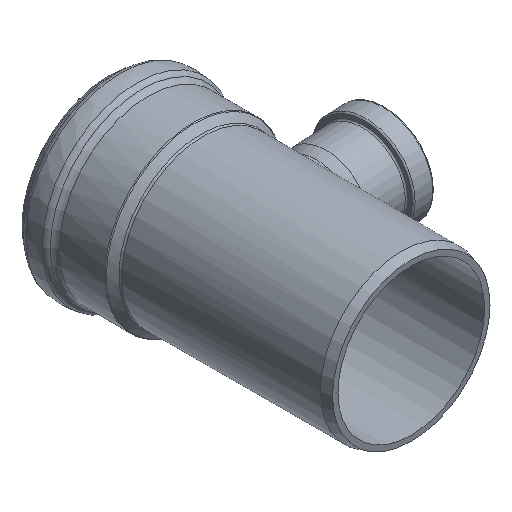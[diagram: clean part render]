
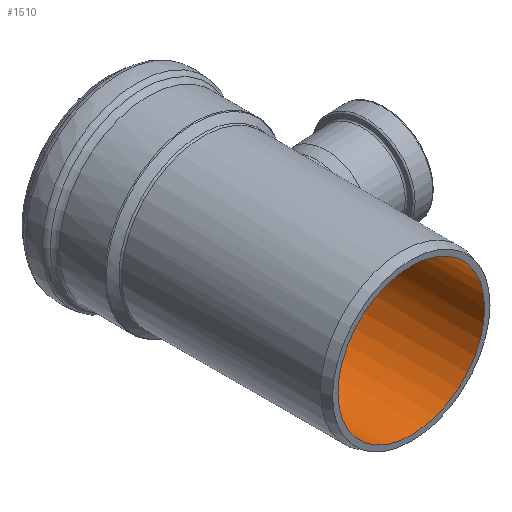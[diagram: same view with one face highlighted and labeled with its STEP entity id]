
A CAD part, isometric view. The second image highlights one B-rep face of the part: STEP entity #1510.
In plain terms, the highlighted cylindrical face has radius 49.75 mm (diameter 99.5 mm), a full revolution.
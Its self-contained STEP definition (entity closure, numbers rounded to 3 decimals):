
#81=LINE('',#3840,#106);
#82=LINE('',#3842,#107);
#106=VECTOR('',#2225,49.75);
#107=VECTOR('',#2226,49.75);
#125=CYLINDRICAL_SURFACE('',#1753,49.75);
#195=FACE_OUTER_BOUND('',#271,.T.);
#271=EDGE_LOOP('',(#1399,#1400,#1401,#1402,#1403,#1404,#1405,#1406,#1407,
#1408,#1409,#1410));
#371=CIRCLE('',#1661,49.75);
#372=CIRCLE('',#1662,49.75);
#373=CIRCLE('',#1663,49.75);
#443=CIRCLE('',#1754,49.75);
#444=CIRCLE('',#1755,49.75);
#497=B_SPLINE_CURVE_WITH_KNOTS('',3,(#3416,#3417,#3418,#3419,#3420,#3421,
#3422,#3423,#3424,#3425,#3426,#3427,#3428,#3429,#3430,#3431,#3432,#3433,
#3434,#3435,#3436,#3437,#3438,#3439,#3440,#3441,#3442,#3443,#3444,#3445,
#3446,#3447,#3448,#3449),.UNSPECIFIED.,.F.,.F.,(4,2,2,2,2,2,2,2,2,2,2,2,
2,2,2,2,4),(3.558,4.004,4.45,4.895,
5.341,5.785,6.229,6.672,7.116,
7.567,8.019,8.47,8.921,9.367,
9.814,10.26,10.707),.UNSPECIFIED.);
#498=B_SPLINE_CURVE_WITH_KNOTS('',3,(#3451,#3452,#3453,#3454,#3455,#3456,
#3457,#3458,#3459,#3460,#3461,#3462,#3463,#3464,#3465,#3466,#3467,#3468),
 .UNSPECIFIED.,.F.,.F.,(4,2,2,2,2,2,2,2,4),(10.707,11.153,
11.599,12.046,12.492,12.943,13.395,
13.846,14.297),.UNSPECIFIED.);
#499=B_SPLINE_CURVE_WITH_KNOTS('',3,(#3469,#3470,#3471,#3472,#3473,#3474,
#3475,#3476,#3477,#3478,#3479,#3480,#3481,#3482,#3483,#3484,#3485,#3486),
 .UNSPECIFIED.,.F.,.F.,(4,2,2,2,2,2,2,2,4),(0.,0.444,0.887,
1.331,1.775,2.221,2.666,3.112,
3.558),.UNSPECIFIED.);
#552=VERTEX_POINT('',#3413);
#553=VERTEX_POINT('',#3415);
#554=VERTEX_POINT('',#3450);
#616=VERTEX_POINT('',#3654);
#617=VERTEX_POINT('',#3655);
#618=VERTEX_POINT('',#3657);
#674=VERTEX_POINT('',#3841);
#675=VERTEX_POINT('',#3843);
#755=EDGE_CURVE('',#552,#553,#497,.T.);
#756=EDGE_CURVE('',#553,#554,#498,.T.);
#757=EDGE_CURVE('',#554,#552,#499,.T.);
#840=EDGE_CURVE('',#616,#617,#371,.T.);
#841=EDGE_CURVE('',#618,#616,#372,.T.);
#842=EDGE_CURVE('',#617,#618,#373,.T.);
#920=EDGE_CURVE('',#618,#553,#81,.T.);
#921=EDGE_CURVE('',#552,#674,#82,.T.);
#922=EDGE_CURVE('',#675,#674,#443,.T.);
#923=EDGE_CURVE('',#674,#675,#444,.T.);
#1399=ORIENTED_EDGE('',*,*,#840,.T.);
#1400=ORIENTED_EDGE('',*,*,#842,.T.);
#1401=ORIENTED_EDGE('',*,*,#920,.T.);
#1402=ORIENTED_EDGE('',*,*,#755,.F.);
#1403=ORIENTED_EDGE('',*,*,#921,.T.);
#1404=ORIENTED_EDGE('',*,*,#922,.F.);
#1405=ORIENTED_EDGE('',*,*,#923,.F.);
#1406=ORIENTED_EDGE('',*,*,#921,.F.);
#1407=ORIENTED_EDGE('',*,*,#757,.F.);
#1408=ORIENTED_EDGE('',*,*,#756,.F.);
#1409=ORIENTED_EDGE('',*,*,#920,.F.);
#1410=ORIENTED_EDGE('',*,*,#841,.T.);
#1510=ADVANCED_FACE('',(#195),#125,.F.);
#1661=AXIS2_PLACEMENT_3D('',#3656,#2031,#2032);
#1662=AXIS2_PLACEMENT_3D('',#3658,#2033,#2034);
#1663=AXIS2_PLACEMENT_3D('',#3659,#2035,#2036);
#1753=AXIS2_PLACEMENT_3D('',#3839,#2223,#2224);
#1754=AXIS2_PLACEMENT_3D('',#3844,#2227,#2228);
#1755=AXIS2_PLACEMENT_3D('',#3845,#2229,#2230);
#2031=DIRECTION('center_axis',(0.,1.,0.));
#2032=DIRECTION('ref_axis',(1.,0.,0.));
#2033=DIRECTION('center_axis',(0.,1.,0.));
#2034=DIRECTION('ref_axis',(1.,0.,0.));
#2035=DIRECTION('center_axis',(0.,1.,0.));
#2036=DIRECTION('ref_axis',(1.,0.,0.));
#2223=DIRECTION('center_axis',(0.,1.,0.));
#2224=DIRECTION('ref_axis',(-1.,0.,0.));
#2225=DIRECTION('',(0.,-1.,0.));
#2226=DIRECTION('',(0.,-1.,0.));
#2227=DIRECTION('center_axis',(0.,1.,0.));
#2228=DIRECTION('ref_axis',(1.,0.,0.));
#2229=DIRECTION('center_axis',(0.,1.,0.));
#2230=DIRECTION('ref_axis',(1.,0.,0.));
#3413=CARTESIAN_POINT('',(49.75,94.85,0.));
#3415=CARTESIAN_POINT('',(49.75,141.494,0.));
#3416=CARTESIAN_POINT('Ctrl Pts',(49.75,94.85,0.));
#3417=CARTESIAN_POINT('Ctrl Pts',(49.75,94.85,1.486));
#3418=CARTESIAN_POINT('Ctrl Pts',(49.682,94.992,3.017));
#3419=CARTESIAN_POINT('Ctrl Pts',(49.404,95.582,6.05));
#3420=CARTESIAN_POINT('Ctrl Pts',(49.195,96.03,7.552));
#3421=CARTESIAN_POINT('Ctrl Pts',(48.668,97.208,10.423));
#3422=CARTESIAN_POINT('Ctrl Pts',(48.35,97.939,11.794));
#3423=CARTESIAN_POINT('Ctrl Pts',(47.661,99.623,14.324));
#3424=CARTESIAN_POINT('Ctrl Pts',(47.292,100.576,15.482));
#3425=CARTESIAN_POINT('Ctrl Pts',(46.573,102.599,17.527));
#3426=CARTESIAN_POINT('Ctrl Pts',(46.197,103.74,18.487));
#3427=CARTESIAN_POINT('Ctrl Pts',(45.481,106.235,20.183));
#3428=CARTESIAN_POINT('Ctrl Pts',(45.142,107.587,20.921));
#3429=CARTESIAN_POINT('Ctrl Pts',(44.572,110.424,22.109));
#3430=CARTESIAN_POINT('Ctrl Pts',(44.341,111.911,22.562));
#3431=CARTESIAN_POINT('Ctrl Pts',(44.033,114.919,23.157));
#3432=CARTESIAN_POINT('Ctrl Pts',(43.956,116.44,23.3));
#3433=CARTESIAN_POINT('Ctrl Pts',(43.956,119.423,23.3));
#3434=CARTESIAN_POINT('Ctrl Pts',(44.036,120.969,23.152));
#3435=CARTESIAN_POINT('Ctrl Pts',(44.35,124.028,22.545));
#3436=CARTESIAN_POINT('Ctrl Pts',(44.584,125.541,22.085));
#3437=CARTESIAN_POINT('Ctrl Pts',(45.16,128.433,20.882));
#3438=CARTESIAN_POINT('Ctrl Pts',(45.501,129.815,20.139));
#3439=CARTESIAN_POINT('Ctrl Pts',(46.22,132.368,18.43));
#3440=CARTESIAN_POINT('Ctrl Pts',(46.596,133.54,17.465));
#3441=CARTESIAN_POINT('Ctrl Pts',(47.311,135.606,15.422));
#3442=CARTESIAN_POINT('Ctrl Pts',(47.676,136.578,14.273));
#3443=CARTESIAN_POINT('Ctrl Pts',(48.357,138.301,11.762));
#3444=CARTESIAN_POINT('Ctrl Pts',(48.673,139.053,10.4));
#3445=CARTESIAN_POINT('Ctrl Pts',(49.196,140.269,7.543));
#3446=CARTESIAN_POINT('Ctrl Pts',(49.405,140.733,6.046));
#3447=CARTESIAN_POINT('Ctrl Pts',(49.682,141.346,3.018));
#3448=CARTESIAN_POINT('Ctrl Pts',(49.75,141.494,1.488));
#3449=CARTESIAN_POINT('Ctrl Pts',(49.75,141.494,0.));
#3450=CARTESIAN_POINT('',(43.956,117.919,-23.3));
#3451=CARTESIAN_POINT('Ctrl Pts',(49.75,141.494,0.));
#3452=CARTESIAN_POINT('Ctrl Pts',(49.75,141.494,-1.488));
#3453=CARTESIAN_POINT('Ctrl Pts',(49.682,141.346,-3.018));
#3454=CARTESIAN_POINT('Ctrl Pts',(49.405,140.733,-6.046));
#3455=CARTESIAN_POINT('Ctrl Pts',(49.196,140.269,-7.543));
#3456=CARTESIAN_POINT('Ctrl Pts',(48.673,139.053,-10.4));
#3457=CARTESIAN_POINT('Ctrl Pts',(48.357,138.301,-11.762));
#3458=CARTESIAN_POINT('Ctrl Pts',(47.676,136.578,-14.273));
#3459=CARTESIAN_POINT('Ctrl Pts',(47.311,135.606,-15.422));
#3460=CARTESIAN_POINT('Ctrl Pts',(46.596,133.54,-17.465));
#3461=CARTESIAN_POINT('Ctrl Pts',(46.22,132.368,-18.43));
#3462=CARTESIAN_POINT('Ctrl Pts',(45.501,129.815,-20.139));
#3463=CARTESIAN_POINT('Ctrl Pts',(45.16,128.433,-20.882));
#3464=CARTESIAN_POINT('Ctrl Pts',(44.584,125.541,-22.085));
#3465=CARTESIAN_POINT('Ctrl Pts',(44.35,124.028,-22.545));
#3466=CARTESIAN_POINT('Ctrl Pts',(44.036,120.969,-23.152));
#3467=CARTESIAN_POINT('Ctrl Pts',(43.956,119.423,-23.3));
#3468=CARTESIAN_POINT('Ctrl Pts',(43.956,117.919,-23.3));
#3469=CARTESIAN_POINT('Ctrl Pts',(43.956,117.919,-23.3));
#3470=CARTESIAN_POINT('Ctrl Pts',(43.956,116.44,-23.3));
#3471=CARTESIAN_POINT('Ctrl Pts',(44.033,114.919,-23.157));
#3472=CARTESIAN_POINT('Ctrl Pts',(44.341,111.911,-22.562));
#3473=CARTESIAN_POINT('Ctrl Pts',(44.572,110.424,-22.109));
#3474=CARTESIAN_POINT('Ctrl Pts',(45.142,107.587,-20.921));
#3475=CARTESIAN_POINT('Ctrl Pts',(45.481,106.235,-20.183));
#3476=CARTESIAN_POINT('Ctrl Pts',(46.197,103.74,-18.487));
#3477=CARTESIAN_POINT('Ctrl Pts',(46.573,102.599,-17.527));
#3478=CARTESIAN_POINT('Ctrl Pts',(47.292,100.576,-15.482));
#3479=CARTESIAN_POINT('Ctrl Pts',(47.661,99.623,-14.324));
#3480=CARTESIAN_POINT('Ctrl Pts',(48.35,97.939,-11.794));
#3481=CARTESIAN_POINT('Ctrl Pts',(48.668,97.208,-10.423));
#3482=CARTESIAN_POINT('Ctrl Pts',(49.195,96.03,-7.552));
#3483=CARTESIAN_POINT('Ctrl Pts',(49.404,95.582,-6.05));
#3484=CARTESIAN_POINT('Ctrl Pts',(49.682,94.992,-3.017));
#3485=CARTESIAN_POINT('Ctrl Pts',(49.75,94.85,-1.486));
#3486=CARTESIAN_POINT('Ctrl Pts',(49.75,94.85,0.));
#3654=CARTESIAN_POINT('',(48.904,143.886,-9.136));
#3655=CARTESIAN_POINT('',(0.,143.886,-49.75));
#3656=CARTESIAN_POINT('Origin',(0.,143.886,
0.));
#3657=CARTESIAN_POINT('',(49.75,143.886,0.));
#3658=CARTESIAN_POINT('Origin',(0.,143.886,
0.));
#3659=CARTESIAN_POINT('Origin',(0.,143.886,
0.));
#3839=CARTESIAN_POINT('Origin',(0.,71.943,
0.));
#3840=CARTESIAN_POINT('',(49.75,71.943,0.));
#3841=CARTESIAN_POINT('',(49.75,0.,0.));
#3842=CARTESIAN_POINT('',(49.75,71.943,0.));
#3843=CARTESIAN_POINT('',(-49.75,0.,0.));
#3844=CARTESIAN_POINT('Origin',(0.,0.,
0.));
#3845=CARTESIAN_POINT('Origin',(0.,0.,
0.));
